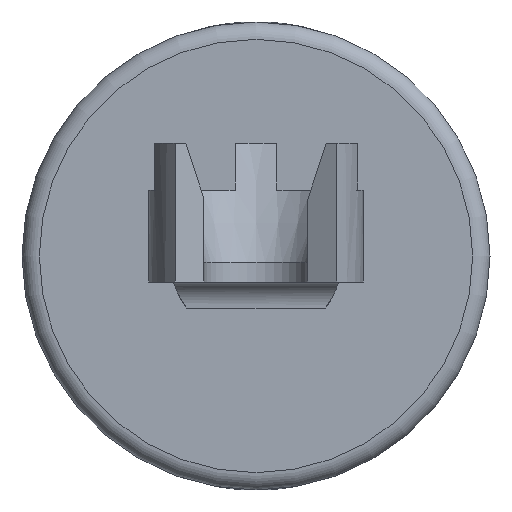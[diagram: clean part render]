
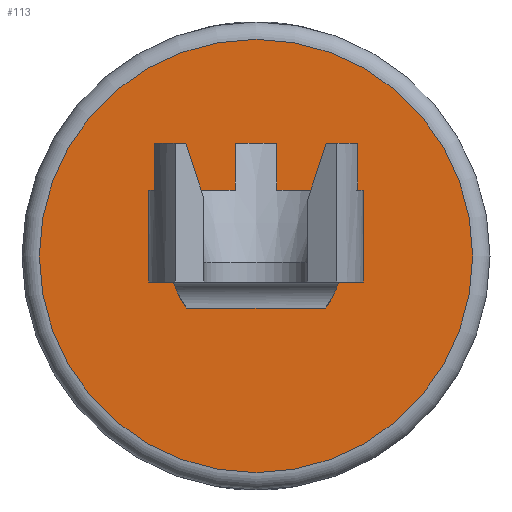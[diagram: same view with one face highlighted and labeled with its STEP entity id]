
A CAD part, left-side view. The second image highlights one B-rep face of the part: STEP entity #113.
In plain terms, the highlighted planar face has unit normal (-1, 0, 0).
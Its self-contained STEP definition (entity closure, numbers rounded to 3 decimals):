
#113 = ADVANCED_FACE( '', ( #244, #245 ), #246, .T. );
#244 = FACE_OUTER_BOUND( '', #396, .T. );
#245 = FACE_BOUND( '', #397, .T. );
#246 = PLANE( '', #398 );
#396 = EDGE_LOOP( '', ( #676 ) );
#397 = EDGE_LOOP( '', ( #677, #678, #679, #680 ) );
#398 = AXIS2_PLACEMENT_3D( '', #681, #682, #683 );
#676 = ORIENTED_EDGE( '', *, *, #952, .T. );
#677 = ORIENTED_EDGE( '', *, *, #883, .T. );
#678 = ORIENTED_EDGE( '', *, *, #939, .T. );
#679 = ORIENTED_EDGE( '', *, *, #953, .T. );
#680 = ORIENTED_EDGE( '', *, *, #954, .T. );
#681 = CARTESIAN_POINT( '', ( 18., 0., 1.5 ) );
#682 = DIRECTION( '', ( -1., 0., 0. ) );
#683 = DIRECTION( '', ( 0., -1., 0. ) );
#883 = EDGE_CURVE( '', #1052, #1056, #1058, .T. );
#939 = EDGE_CURVE( '', #1056, #1144, #1146, .T. );
#952 = EDGE_CURVE( '', #1162, #1162, #1163, .T. );
#953 = EDGE_CURVE( '', #1144, #1164, #1165, .T. );
#954 = EDGE_CURVE( '', #1164, #1052, #1166, .T. );
#1052 = VERTEX_POINT( '', #1309 );
#1056 = VERTEX_POINT( '', #1327 );
#1058 = LINE( '', #1340, #1341 );
#1144 = VERTEX_POINT( '', #1614 );
#1146 = CIRCLE( '', #1629, 5. );
#1162 = VERTEX_POINT( '', #1656 );
#1163 = CIRCLE( '', #1657, 12.5 );
#1164 = VERTEX_POINT( '', #1658 );
#1165 = LINE( '', #1659, #1660 );
#1166 = CIRCLE( '', #1661, 5. );
#1309 = CARTESIAN_POINT( '', ( 18., -4., -1.5 ) );
#1327 = CARTESIAN_POINT( '', ( 18., 4., -1.5 ) );
#1340 = CARTESIAN_POINT( '', ( 18., 0., -1.5 ) );
#1341 = VECTOR( '', #1894, 1000. );
#1614 = CARTESIAN_POINT( '', ( 18., 4., 4.5 ) );
#1629 = AXIS2_PLACEMENT_3D( '', #1958, #1959, #1960 );
#1656 = CARTESIAN_POINT( '', ( 18., -12.5, 1.5 ) );
#1657 = AXIS2_PLACEMENT_3D( '', #1975, #1976, #1977 );
#1658 = CARTESIAN_POINT( '', ( 18., -4., 4.5 ) );
#1659 = CARTESIAN_POINT( '', ( 18., -4.77, 4.5 ) );
#1660 = VECTOR( '', #1978, 1000. );
#1661 = AXIS2_PLACEMENT_3D( '', #1979, #1980, #1981 );
#1894 = DIRECTION( '', ( 0., 1., 0. ) );
#1958 = CARTESIAN_POINT( '', ( 18., 0., 1.5 ) );
#1959 = DIRECTION( '', ( 1., 0., 0. ) );
#1960 = DIRECTION( '', ( 0., -1., 0. ) );
#1975 = CARTESIAN_POINT( '', ( 18., 0., 1.5 ) );
#1976 = DIRECTION( '', ( -1., 0., 0. ) );
#1977 = DIRECTION( '', ( 0., -1., 0. ) );
#1978 = DIRECTION( '', ( 0., -1., 0. ) );
#1979 = CARTESIAN_POINT( '', ( 18., 0., 1.5 ) );
#1980 = DIRECTION( '', ( 1., 0., 0. ) );
#1981 = DIRECTION( '', ( 0., 1., 0. ) );
